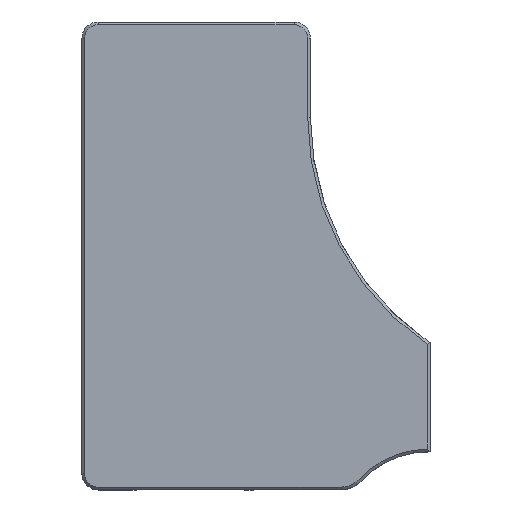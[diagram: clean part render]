
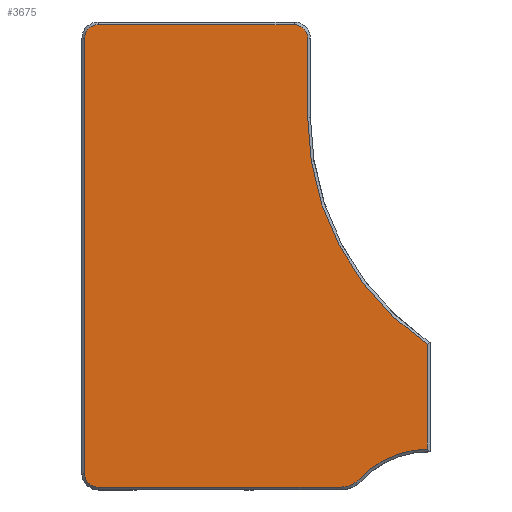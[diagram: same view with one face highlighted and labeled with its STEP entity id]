
A CAD part, top view. The second image highlights one B-rep face of the part: STEP entity #3675.
In plain terms, the highlighted planar face has unit normal (0, 0, 1).
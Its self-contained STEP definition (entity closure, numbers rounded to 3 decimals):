
#143 = DIRECTION ( 'NONE',  ( -1., 0., 0. ) ) ;
#359 = EDGE_CURVE ( 'NONE', #5077, #9813, #12000, .T. ) ;
#407 = ORIENTED_EDGE ( 'NONE', *, *, #7363, .F. ) ;
#691 = VERTEX_POINT ( 'NONE', #1047 ) ;
#935 = VECTOR ( 'NONE', #143, 1000. ) ;
#993 = ORIENTED_EDGE ( 'NONE', *, *, #359, .F. ) ;
#1006 = DIRECTION ( 'NONE',  ( -1., 0., 0. ) ) ;
#1047 = CARTESIAN_POINT ( 'NONE',  ( 80.5, 42.3, 12. ) ) ;
#1200 = ORIENTED_EDGE ( 'NONE', *, *, #4340, .F. ) ;
#1218 = CIRCLE ( 'NONE', #2805, 2.5 ) ;
#1322 = LINE ( 'NONE', #8020, #5341 ) ;
#1616 = CARTESIAN_POINT ( 'NONE',  ( 78., 56.875, 12. ) ) ;
#1653 = CARTESIAN_POINT ( 'NONE',  ( 42., 59.375, 12. ) ) ;
#1714 = CARTESIAN_POINT ( 'NONE',  ( 78., 59.375, 12. ) ) ;
#1733 = EDGE_CURVE ( 'NONE', #2991, #6363, #6223, .T. ) ;
#2084 = CARTESIAN_POINT ( 'NONE',  ( 60., -25.625, 12. ) ) ;
#2158 = EDGE_CURVE ( 'NONE', #6363, #3212, #3091, .T. ) ;
#2249 = DIRECTION ( 'NONE',  ( -1., 0., 0. ) ) ;
#2466 = AXIS2_PLACEMENT_3D ( 'NONE', #10845, #10909, #11098 ) ;
#2486 = DIRECTION ( 'NONE',  ( -1., 0., 0. ) ) ;
#2519 = CARTESIAN_POINT ( 'NONE',  ( 86.654, -21.125, 12. ) ) ;
#2646 = DIRECTION ( 'NONE',  ( -1., 0., 0. ) ) ;
#2786 = VECTOR ( 'NONE', #5837, 1000. ) ;
#2805 = AXIS2_PLACEMENT_3D ( 'NONE', #6657, #8238, #8468 ) ;
#2884 = LINE ( 'NONE', #2084, #935 ) ;
#2976 = ORIENTED_EDGE ( 'NONE', *, *, #3560, .F. ) ;
#2991 = VERTEX_POINT ( 'NONE', #1653 ) ;
#3091 = CIRCLE ( 'NONE', #10034, 2.5 ) ;
#3116 = AXIS2_PLACEMENT_3D ( 'NONE', #2519, #3631, #2646 ) ;
#3212 = VERTEX_POINT ( 'NONE', #5839 ) ;
#3398 = CARTESIAN_POINT ( 'NONE',  ( 86.654, -25.625, 12. ) ) ;
#3546 = EDGE_CURVE ( 'NONE', #10963, #2991, #3904, .T. ) ;
#3560 = EDGE_CURVE ( 'NONE', #6548, #5077, #11272, .T. ) ;
#3631 = DIRECTION ( 'NONE',  ( 0., 0., -1. ) ) ;
#3675 = ADVANCED_FACE ( 'NONE', ( #5948 ), #5887, .T. ) ;
#3753 = CARTESIAN_POINT ( 'NONE',  ( 39.5, -23.125, 12. ) ) ;
#3800 = DIRECTION ( 'NONE',  ( 0., -1., 0. ) ) ;
#3818 = CARTESIAN_POINT ( 'NONE',  ( 102.5, 0.61, 12. ) ) ;
#3904 = CIRCLE ( 'NONE', #10869, 2.5 ) ;
#4256 = CARTESIAN_POINT ( 'NONE',  ( 60., 59.375, 12. ) ) ;
#4340 = EDGE_CURVE ( 'NONE', #11303, #8145, #2884, .T. ) ;
#4534 = ORIENTED_EDGE ( 'NONE', *, *, #1733, .F. ) ;
#4677 = CARTESIAN_POINT ( 'NONE',  ( 42., -25.625, 12. ) ) ;
#5077 = VERTEX_POINT ( 'NONE', #8925 ) ;
#5143 = CARTESIAN_POINT ( 'NONE',  ( 60., 0., 12. ) ) ;
#5341 = VECTOR ( 'NONE', #7015, 1000. ) ;
#5471 = AXIS2_PLACEMENT_3D ( 'NONE', #5143, #7949, #2249 ) ;
#5557 = ORIENTED_EDGE ( 'NONE', *, *, #2158, .F. ) ;
#5837 = DIRECTION ( 'NONE',  ( 0., 1., 0. ) ) ;
#5839 = CARTESIAN_POINT ( 'NONE',  ( 80.5, 56.875, 12. ) ) ;
#5887 = PLANE ( 'NONE',  #5471 ) ;
#5948 = FACE_OUTER_BOUND ( 'NONE', #10886, .T. ) ;
#6223 = LINE ( 'NONE', #4256, #10828 ) ;
#6363 = VERTEX_POINT ( 'NONE', #1714 ) ;
#6548 = VERTEX_POINT ( 'NONE', #3818 ) ;
#6657 = CARTESIAN_POINT ( 'NONE',  ( 42., -23.125, 12. ) ) ;
#6734 = AXIS2_PLACEMENT_3D ( 'NONE', #8404, #12224, #10285 ) ;
#6779 = CARTESIAN_POINT ( 'NONE',  ( 39.5, 56.875, 12. ) ) ;
#6912 = ORIENTED_EDGE ( 'NONE', *, *, #7434, .F. ) ;
#7015 = DIRECTION ( 'NONE',  ( 0., -1., 0. ) ) ;
#7191 = CARTESIAN_POINT ( 'NONE',  ( 89.946, -24.193, 12. ) ) ;
#7242 = EDGE_CURVE ( 'NONE', #691, #6548, #10735, .T. ) ;
#7363 = EDGE_CURVE ( 'NONE', #10810, #10963, #8777, .T. ) ;
#7365 = DIRECTION ( 'NONE',  ( 1., 0., 0. ) ) ;
#7434 = EDGE_CURVE ( 'NONE', #3212, #691, #1322, .T. ) ;
#7949 = DIRECTION ( 'NONE',  ( 0., 0., 1. ) ) ;
#8020 = CARTESIAN_POINT ( 'NONE',  ( 80.5, 0., 12. ) ) ;
#8049 = ORIENTED_EDGE ( 'NONE', *, *, #8144, .F. ) ;
#8144 = EDGE_CURVE ( 'NONE', #8145, #10810, #1218, .T. ) ;
#8145 = VERTEX_POINT ( 'NONE', #4677 ) ;
#8238 = DIRECTION ( 'NONE',  ( 0., 0., -1. ) ) ;
#8404 = CARTESIAN_POINT ( 'NONE',  ( 131., 42.3, 12. ) ) ;
#8465 = CIRCLE ( 'NONE', #3116, 4.5 ) ;
#8468 = DIRECTION ( 'NONE',  ( -1., 0., 0. ) ) ;
#8577 = CARTESIAN_POINT ( 'NONE',  ( 102.5, 0., 12. ) ) ;
#8777 = LINE ( 'NONE', #6779, #2786 ) ;
#8925 = CARTESIAN_POINT ( 'NONE',  ( 102.5, -18.627, 12. ) ) ;
#9206 = CARTESIAN_POINT ( 'NONE',  ( 42., 56.875, 12. ) ) ;
#9216 = ORIENTED_EDGE ( 'NONE', *, *, #3546, .F. ) ;
#9299 = ORIENTED_EDGE ( 'NONE', *, *, #7242, .F. ) ;
#9632 = DIRECTION ( 'NONE',  ( 0., 0., -1. ) ) ;
#9813 = VERTEX_POINT ( 'NONE', #7191 ) ;
#10034 = AXIS2_PLACEMENT_3D ( 'NONE', #1616, #10187, #2486 ) ;
#10187 = DIRECTION ( 'NONE',  ( 0., 0., -1. ) ) ;
#10218 = ORIENTED_EDGE ( 'NONE', *, *, #11640, .F. ) ;
#10266 = VECTOR ( 'NONE', #3800, 1000. ) ;
#10285 = DIRECTION ( 'NONE',  ( -1., 0., 0. ) ) ;
#10649 = CARTESIAN_POINT ( 'NONE',  ( 39.5, 56.875, 12. ) ) ;
#10735 = CIRCLE ( 'NONE', #6734, 50.5 ) ;
#10810 = VERTEX_POINT ( 'NONE', #3753 ) ;
#10828 = VECTOR ( 'NONE', #7365, 1000. ) ;
#10845 = CARTESIAN_POINT ( 'NONE',  ( 102.748, -36.125, 12. ) ) ;
#10869 = AXIS2_PLACEMENT_3D ( 'NONE', #9206, #9632, #1006 ) ;
#10886 = EDGE_LOOP ( 'NONE', ( #9299, #6912, #5557, #4534, #9216, #407, #8049, #1200, #10218, #993, #2976 ) ) ;
#10909 = DIRECTION ( 'NONE',  ( 0., 0., 1. ) ) ;
#10963 = VERTEX_POINT ( 'NONE', #10649 ) ;
#11098 = DIRECTION ( 'NONE',  ( -1., 0., 0. ) ) ;
#11272 = LINE ( 'NONE', #8577, #10266 ) ;
#11303 = VERTEX_POINT ( 'NONE', #3398 ) ;
#11640 = EDGE_CURVE ( 'NONE', #9813, #11303, #8465, .T. ) ;
#12000 = CIRCLE ( 'NONE', #2466, 17.5 ) ;
#12224 = DIRECTION ( 'NONE',  ( 0., 0., 1. ) ) ;
